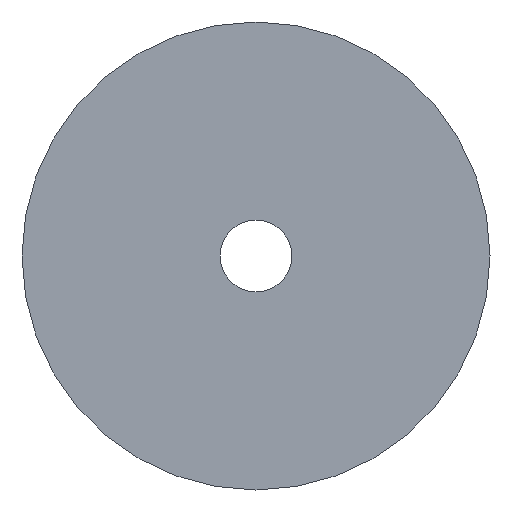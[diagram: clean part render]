
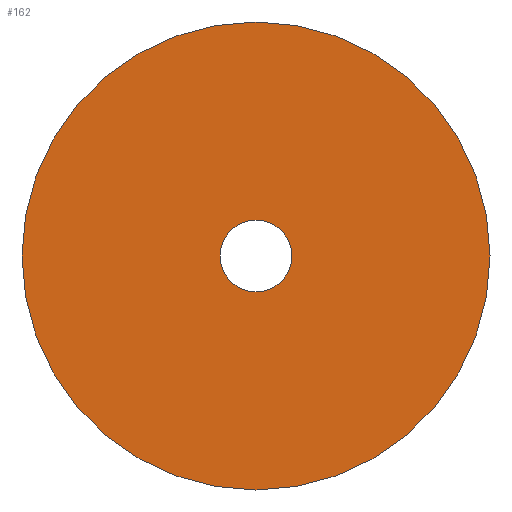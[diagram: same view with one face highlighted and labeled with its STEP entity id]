
A CAD part, left-side view. The second image highlights one B-rep face of the part: STEP entity #162.
In plain terms, the highlighted planar face has unit normal (-1, 0, 0).
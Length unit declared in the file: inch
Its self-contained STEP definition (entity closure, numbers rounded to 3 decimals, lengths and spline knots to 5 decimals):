
#1 = FACE_BOUND ( 'NONE', #103, .T. ) ;
#4 = AXIS2_PLACEMENT_3D ( 'NONE', #59, #54, #133 ) ;
#16 = CIRCLE ( 'NONE', #79, 0.125 ) ;
#21 = DIRECTION ( 'NONE',  ( 1., 0., 0. ) ) ;
#23 = CARTESIAN_POINT ( 'NONE',  ( 0., 0., 0. ) ) ;
#25 = CIRCLE ( 'NONE', #4, 0.815 ) ;
#27 = DIRECTION ( 'NONE',  ( 1., 0., 0. ) ) ;
#53 = ORIENTED_EDGE ( 'NONE', *, *, #237, .T. ) ;
#54 = DIRECTION ( 'NONE',  ( 1., 0., 0. ) ) ;
#57 = PLANE ( 'NONE',  #228 ) ;
#59 = CARTESIAN_POINT ( 'NONE',  ( 0., 0., 0. ) ) ;
#62 = CARTESIAN_POINT ( 'NONE',  ( 0., 0., 0. ) ) ;
#69 = VERTEX_POINT ( 'NONE', #77 ) ;
#70 = CIRCLE ( 'NONE', #90, 0.815 ) ;
#71 = ORIENTED_EDGE ( 'NONE', *, *, #230, .T. ) ;
#77 = CARTESIAN_POINT ( 'NONE',  ( 0., 0., 0.125 ) ) ;
#79 = AXIS2_PLACEMENT_3D ( 'NONE', #62, #101, #161 ) ;
#90 = AXIS2_PLACEMENT_3D ( 'NONE', #194, #21, #203 ) ;
#91 = CIRCLE ( 'NONE', #239, 0.125 ) ;
#99 = DIRECTION ( 'NONE',  ( 0., 0., -1. ) ) ;
#101 = DIRECTION ( 'NONE',  ( 1., 0., 0. ) ) ;
#103 = EDGE_LOOP ( 'NONE', ( #71, #53 ) ) ;
#108 = ORIENTED_EDGE ( 'NONE', *, *, #140, .F. ) ;
#112 = DIRECTION ( 'NONE',  ( 1., 0., 0. ) ) ;
#118 = CARTESIAN_POINT ( 'NONE',  ( 0., 0., 0. ) ) ;
#128 = VERTEX_POINT ( 'NONE', #248 ) ;
#133 = DIRECTION ( 'NONE',  ( 0., 0., -1. ) ) ;
#140 = EDGE_CURVE ( 'NONE', #206, #208, #25, .T. ) ;
#149 = EDGE_LOOP ( 'NONE', ( #220, #108 ) ) ;
#155 = CARTESIAN_POINT ( 'NONE',  ( 0., 0., -0.815 ) ) ;
#159 = DIRECTION ( 'NONE',  ( 0., 0., -1. ) ) ;
#161 = DIRECTION ( 'NONE',  ( 0., 0., -1. ) ) ;
#162 = ADVANCED_FACE ( 'NONE', ( #1, #232 ), #57, .F. ) ;
#194 = CARTESIAN_POINT ( 'NONE',  ( 0., 0., 0. ) ) ;
#203 = DIRECTION ( 'NONE',  ( 0., 0., -1. ) ) ;
#206 = VERTEX_POINT ( 'NONE', #155 ) ;
#208 = VERTEX_POINT ( 'NONE', #229 ) ;
#220 = ORIENTED_EDGE ( 'NONE', *, *, #221, .F. ) ;
#221 = EDGE_CURVE ( 'NONE', #208, #206, #70, .T. ) ;
#228 = AXIS2_PLACEMENT_3D ( 'NONE', #23, #112, #159 ) ;
#229 = CARTESIAN_POINT ( 'NONE',  ( 0., 0., 0.815 ) ) ;
#230 = EDGE_CURVE ( 'NONE', #69, #128, #16, .T. ) ;
#232 = FACE_OUTER_BOUND ( 'NONE', #149, .T. ) ;
#237 = EDGE_CURVE ( 'NONE', #128, #69, #91, .T. ) ;
#239 = AXIS2_PLACEMENT_3D ( 'NONE', #118, #27, #99 ) ;
#248 = CARTESIAN_POINT ( 'NONE',  ( 0., 0., -0.125 ) ) ;
